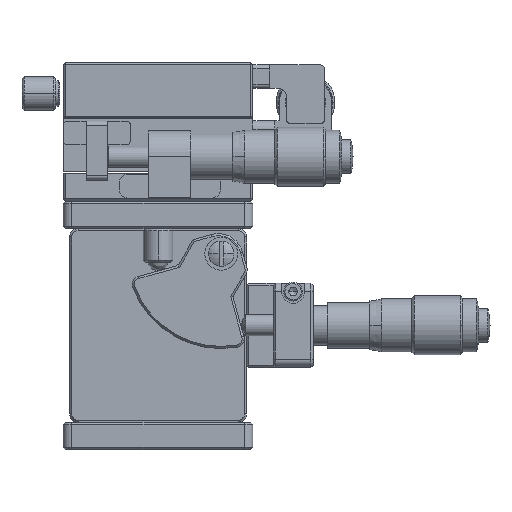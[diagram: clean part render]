
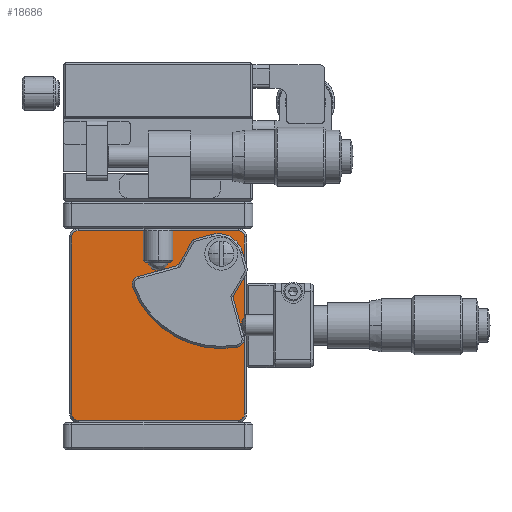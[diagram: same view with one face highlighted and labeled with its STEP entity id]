
A CAD part, top view. The second image highlights one B-rep face of the part: STEP entity #18686.
In plain terms, the highlighted planar face has unit normal (0, 0, -1).
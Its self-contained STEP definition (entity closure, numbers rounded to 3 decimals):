
#1154 = VERTEX_POINT ( 'NONE', #25012 ) ;
#1967 = DIRECTION ( 'NONE',  ( 1., 0., 0. ) ) ;
#2174 = ORIENTED_EDGE ( 'NONE', *, *, #20556, .F. ) ;
#2712 = AXIS2_PLACEMENT_3D ( 'NONE', #15672, #3915, #17638 ) ;
#2892 = VERTEX_POINT ( 'NONE', #3232 ) ;
#3211 = CARTESIAN_POINT ( 'NONE',  ( 19.954, 3.01, 50.503 ) ) ;
#3232 = CARTESIAN_POINT ( 'NONE',  ( -21.546, 4.51, 50.503 ) ) ;
#3915 = DIRECTION ( 'NONE',  ( 0., 0., -1. ) ) ;
#3928 = CARTESIAN_POINT ( 'NONE',  ( 17.954, 3.01, 50.503 ) ) ;
#4577 = VERTEX_POINT ( 'NONE', #15727 ) ;
#6857 = EDGE_CURVE ( 'NONE', #9655, #2892, #20145, .T. ) ;
#7334 = LINE ( 'NONE', #19626, #12564 ) ;
#8297 = DIRECTION ( 'NONE',  ( -1., 0., 0. ) ) ;
#8375 = CIRCLE ( 'NONE', #22539, 1.5 ) ;
#8379 = DIRECTION ( 'NONE',  ( 0., 0., -1. ) ) ;
#8466 = CARTESIAN_POINT ( 'NONE',  ( -20.046, 4.51, 50.503 ) ) ;
#8681 = EDGE_CURVE ( 'NONE', #9394, #11676, #16791, .T. ) ;
#8707 = ORIENTED_EDGE ( 'NONE', *, *, #6857, .T. ) ;
#8940 = LINE ( 'NONE', #18639, #14174 ) ;
#8988 = LINE ( 'NONE', #3211, #20077 ) ;
#9394 = VERTEX_POINT ( 'NONE', #19552 ) ;
#9655 = VERTEX_POINT ( 'NONE', #16118 ) ;
#10234 = CIRCLE ( 'NONE', #2712, 1.5 ) ;
#10285 = CARTESIAN_POINT ( 'NONE',  ( -21.546, 2.51, 50.503 ) ) ;
#10487 = DIRECTION ( 'NONE',  ( 0., 0., -1. ) ) ;
#10495 = VERTEX_POINT ( 'NONE', #3928 ) ;
#10547 = ORIENTED_EDGE ( 'NONE', *, *, #23995, .T. ) ;
#11518 = DIRECTION ( 'NONE',  ( 0., 0., -1. ) ) ;
#11559 = ORIENTED_EDGE ( 'NONE', *, *, #8681, .T. ) ;
#11676 = VERTEX_POINT ( 'NONE', #24268 ) ;
#11782 = EDGE_CURVE ( 'NONE', #10495, #9655, #8988, .T. ) ;
#12254 = FACE_OUTER_BOUND ( 'NONE', #21134, .T. ) ;
#12266 = DIRECTION ( 'NONE',  ( 0., -1., 0. ) ) ;
#12564 = VECTOR ( 'NONE', #1967, 1000. ) ;
#14022 = AXIS2_PLACEMENT_3D ( 'NONE', #21245, #11518, #25149 ) ;
#14174 = VECTOR ( 'NONE', #20649, 1000. ) ;
#14436 = EDGE_CURVE ( 'NONE', #11676, #1154, #7334, .T. ) ;
#14976 = DIRECTION ( 'NONE',  ( -1., 0., 0. ) ) ;
#15192 = AXIS2_PLACEMENT_3D ( 'NONE', #15921, #15953, #15769 ) ;
#15572 = ORIENTED_EDGE ( 'NONE', *, *, #11782, .T. ) ;
#15672 = CARTESIAN_POINT ( 'NONE',  ( 17.954, 4.51, 50.503 ) ) ;
#15723 = ORIENTED_EDGE ( 'NONE', *, *, #15737, .T. ) ;
#15727 = CARTESIAN_POINT ( 'NONE',  ( 19.454, 46.51, 50.503 ) ) ;
#15737 = EDGE_CURVE ( 'NONE', #1154, #4577, #8375, .T. ) ;
#15769 = DIRECTION ( 'NONE',  ( -1., 0., 0. ) ) ;
#15921 = CARTESIAN_POINT ( 'NONE',  ( -20.046, 46.51, 50.503 ) ) ;
#15953 = DIRECTION ( 'NONE',  ( 0., 0., -1. ) ) ;
#16118 = CARTESIAN_POINT ( 'NONE',  ( -20.046, 3.01, 50.503 ) ) ;
#16791 = CIRCLE ( 'NONE', #15192, 1.5 ) ;
#16904 = EDGE_CURVE ( 'NONE', #17819, #4577, #8940, .T. ) ;
#17638 = DIRECTION ( 'NONE',  ( -1., 0., 0. ) ) ;
#17819 = VERTEX_POINT ( 'NONE', #24111 ) ;
#18602 = ORIENTED_EDGE ( 'NONE', *, *, #16904, .F. ) ;
#18639 = CARTESIAN_POINT ( 'NONE',  ( 19.454, 2.51, 50.503 ) ) ;
#18686 = ADVANCED_FACE ( 'NONE', ( #12254 ), #19340, .T. ) ;
#19262 = LINE ( 'NONE', #10285, #23896 ) ;
#19340 = PLANE ( 'NONE',  #14022 ) ;
#19552 = CARTESIAN_POINT ( 'NONE',  ( -21.546, 46.51, 50.503 ) ) ;
#19626 = CARTESIAN_POINT ( 'NONE',  ( 19.954, 48.01, 50.503 ) ) ;
#20077 = VECTOR ( 'NONE', #14976, 1000. ) ;
#20145 = CIRCLE ( 'NONE', #21070, 1.5 ) ;
#20556 = EDGE_CURVE ( 'NONE', #9394, #2892, #19262, .T. ) ;
#20649 = DIRECTION ( 'NONE',  ( 0., 1., 0. ) ) ;
#21070 = AXIS2_PLACEMENT_3D ( 'NONE', #8466, #8379, #8297 ) ;
#21134 = EDGE_LOOP ( 'NONE', ( #8707, #2174, #11559, #23702, #15723, #18602, #10547, #15572 ) ) ;
#21245 = CARTESIAN_POINT ( 'NONE',  ( 19.954, 2.51, 50.503 ) ) ;
#22266 = CARTESIAN_POINT ( 'NONE',  ( 17.954, 46.51, 50.503 ) ) ;
#22539 = AXIS2_PLACEMENT_3D ( 'NONE', #22266, #10487, #24201 ) ;
#23702 = ORIENTED_EDGE ( 'NONE', *, *, #14436, .T. ) ;
#23896 = VECTOR ( 'NONE', #12266, 1000. ) ;
#23995 = EDGE_CURVE ( 'NONE', #17819, #10495, #10234, .T. ) ;
#24111 = CARTESIAN_POINT ( 'NONE',  ( 19.454, 4.51, 50.503 ) ) ;
#24201 = DIRECTION ( 'NONE',  ( -1., 0., 0. ) ) ;
#24268 = CARTESIAN_POINT ( 'NONE',  ( -20.046, 48.01, 50.503 ) ) ;
#25012 = CARTESIAN_POINT ( 'NONE',  ( 17.954, 48.01, 50.503 ) ) ;
#25149 = DIRECTION ( 'NONE',  ( -1., 0., 0. ) ) ;
